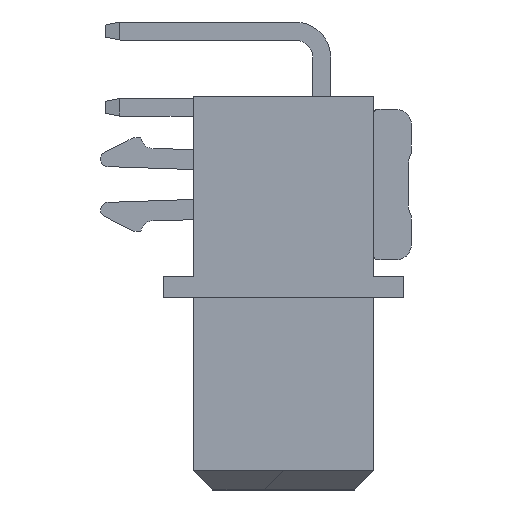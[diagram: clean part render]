
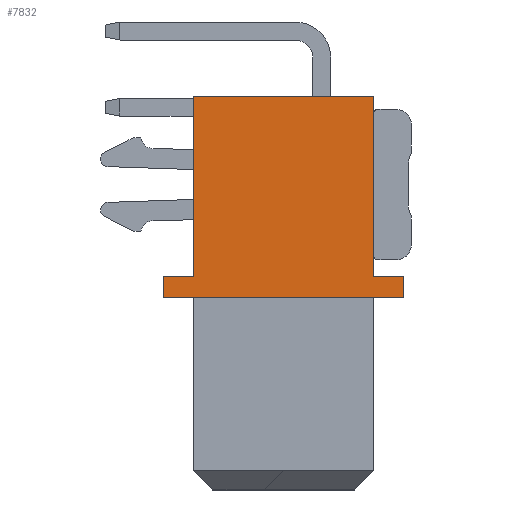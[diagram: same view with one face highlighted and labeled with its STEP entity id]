
A CAD part, left-side view. The second image highlights one B-rep face of the part: STEP entity #7832.
In plain terms, the highlighted planar face has unit normal (-1, 0, 0).
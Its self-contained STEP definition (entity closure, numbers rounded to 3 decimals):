
#1371=CARTESIAN_POINT('',(-44.686,9.121,6.7));
#1372=VERTEX_POINT('',#1371);
#1405=CARTESIAN_POINT('',(-44.686,9.121,0.7));
#1406=VERTEX_POINT('',#1405);
#1413=CARTESIAN_POINT('',(-44.686,9.121,0.7));
#1414=DIRECTION('',(0.,0.,1.));
#1415=VECTOR('',#1414,6.);
#1416=LINE('',#1413,#1415);
#1417=EDGE_CURVE('',#1406,#1372,#1416,.T.);
#7760=CARTESIAN_POINT('',(-44.686,3.121,6.7));
#7761=VERTEX_POINT('',#7760);
#7762=CARTESIAN_POINT('',(-44.686,9.121,6.7));
#7763=DIRECTION('',(0.,-1.,0.));
#7764=VECTOR('',#7763,6.);
#7765=LINE('',#7762,#7764);
#7766=EDGE_CURVE('',#1372,#7761,#7765,.T.);
#7777=CARTESIAN_POINT('',(-44.686,10.121,6.7));
#7778=DIRECTION('',(0.,0.,-1.));
#7779=DIRECTION('',(-1.,-0.,-0.));
#7780=AXIS2_PLACEMENT_3D('',#7777,#7779,#7778);
#7781=PLANE('',#7780);
#7782=CARTESIAN_POINT('',(-44.686,2.121,0.7));
#7783=VERTEX_POINT('',#7782);
#7784=CARTESIAN_POINT('',(-44.686,3.121,0.7));
#7785=VERTEX_POINT('',#7784);
#7786=CARTESIAN_POINT('',(-44.686,2.121,0.7));
#7787=DIRECTION('',(0.,1.,0.));
#7788=VECTOR('',#7787,1.);
#7789=LINE('',#7786,#7788);
#7790=EDGE_CURVE('',#7783,#7785,#7789,.T.);
#7791=ORIENTED_EDGE('',*,*,#7790,.T.);
#7792=CARTESIAN_POINT('',(-44.686,3.121,6.7));
#7793=DIRECTION('',(0.,0.,-1.));
#7794=VECTOR('',#7793,6.);
#7795=LINE('',#7792,#7794);
#7796=EDGE_CURVE('',#7761,#7785,#7795,.T.);
#7797=ORIENTED_EDGE('',*,*,#7796,.F.);
#7798=ORIENTED_EDGE('',*,*,#7766,.F.);
#7799=ORIENTED_EDGE('',*,*,#1417,.F.);
#7800=CARTESIAN_POINT('',(-44.686,10.121,0.7));
#7801=VERTEX_POINT('',#7800);
#7802=CARTESIAN_POINT('',(-44.686,10.121,0.7));
#7803=DIRECTION('',(0.,-1.,0.));
#7804=VECTOR('',#7803,1.);
#7805=LINE('',#7802,#7804);
#7806=EDGE_CURVE('',#7801,#1406,#7805,.T.);
#7807=ORIENTED_EDGE('',*,*,#7806,.F.);
#7808=CARTESIAN_POINT('',(-44.686,10.121,0.));
#7809=VERTEX_POINT('',#7808);
#7810=CARTESIAN_POINT('',(-44.686,10.121,0.7));
#7811=DIRECTION('',(0.,0.,-1.));
#7812=VECTOR('',#7811,0.7);
#7813=LINE('',#7810,#7812);
#7814=EDGE_CURVE('',#7801,#7809,#7813,.T.);
#7815=ORIENTED_EDGE('',*,*,#7814,.T.);
#7816=CARTESIAN_POINT('',(-44.686,2.121,0.));
#7817=VERTEX_POINT('',#7816);
#7818=CARTESIAN_POINT('',(-44.686,10.121,0.));
#7819=DIRECTION('',(0.,-1.,0.));
#7820=VECTOR('',#7819,8.);
#7821=LINE('',#7818,#7820);
#7822=EDGE_CURVE('',#7809,#7817,#7821,.T.);
#7823=ORIENTED_EDGE('',*,*,#7822,.T.);
#7824=CARTESIAN_POINT('',(-44.686,2.121,0.));
#7825=DIRECTION('',(0.,0.,1.));
#7826=VECTOR('',#7825,0.7);
#7827=LINE('',#7824,#7826);
#7828=EDGE_CURVE('',#7817,#7783,#7827,.T.);
#7829=ORIENTED_EDGE('',*,*,#7828,.T.);
#7830=EDGE_LOOP('',(#7791,#7797,#7798,#7799,#7807,#7815,#7823,#7829));
#7831=FACE_OUTER_BOUND('',#7830,.T.);
#7832=ADVANCED_FACE('',(#7831),#7781,.T.);
